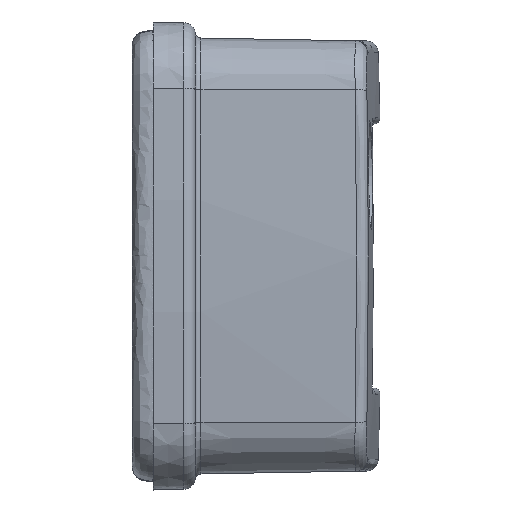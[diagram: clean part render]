
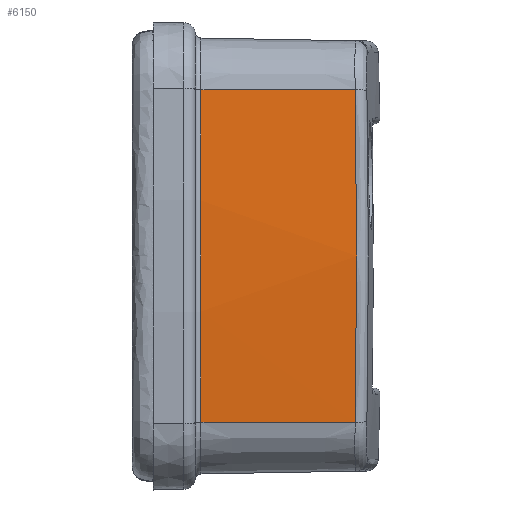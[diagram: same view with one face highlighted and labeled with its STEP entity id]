
A CAD part, front view. The second image highlights one B-rep face of the part: STEP entity #6150.
In plain terms, the highlighted conical face has half-angle 1 degrees and reference radius 178.668 mm.
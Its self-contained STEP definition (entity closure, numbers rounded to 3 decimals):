
#824=CONICAL_SURFACE('',#21455,178.668,1.);
#1384=FACE_OUTER_BOUND('',#8094,.T.);
#2780=B_SPLINE_CURVE_WITH_KNOTS('',3,(#29742,#29743,#29744,#29745),
 .UNSPECIFIED.,.F.,.F.,(4,4),(0.,1.),.UNSPECIFIED.);
#3926=LINE('',#29760,#5013);
#3934=LINE('',#29784,#5021);
#5013=VECTOR('',#23715,1.);
#5021=VECTOR('',#23743,1.);
#6150=ADVANCED_FACE('',(#1384),#824,.T.);
#8094=EDGE_LOOP('',(#9716,#9717,#9718,#9719));
#9716=ORIENTED_EDGE('',*,*,#17683,.F.);
#9717=ORIENTED_EDGE('',*,*,#17681,.T.);
#9718=ORIENTED_EDGE('',*,*,#17695,.T.);
#9719=ORIENTED_EDGE('',*,*,#17697,.T.);
#15813=VERTEX_POINT('',#29585);
#15819=VERTEX_POINT('',#29722);
#15821=VERTEX_POINT('',#29761);
#15827=VERTEX_POINT('',#29785);
#17681=EDGE_CURVE('',#15813,#15819,#2780,.T.);
#17683=EDGE_CURVE('',#15813,#15821,#3926,.T.);
#17695=EDGE_CURVE('',#15819,#15827,#3934,.T.);
#17697=EDGE_CURVE('',#15827,#15821,#20719,.T.);
#20719=CIRCLE('',#21454,178.66);
#21454=AXIS2_PLACEMENT_3D('',#29788,#23748,#23749);
#21455=AXIS2_PLACEMENT_3D('',#29789,#23750,#23751);
#23715=DIRECTION('',(-1.,-0.017,-0.001));
#23743=DIRECTION('',(-1.,-0.017,0.001));
#23748=DIRECTION('',(1.,0.,0.));
#23749=DIRECTION('',(0.,0.,1.));
#23750=DIRECTION('',(-1.,0.,0.));
#23751=DIRECTION('',(0.,1.,0.));
#29585=CARTESIAN_POINT('',(16.835,-57.957,-13.844));
#29722=CARTESIAN_POINT('',(16.835,-57.957,13.844));
#29742=CARTESIAN_POINT('',(16.835,-57.957,-13.844));
#29743=CARTESIAN_POINT('',(17.006,-58.671,-4.633));
#29744=CARTESIAN_POINT('',(17.006,-58.671,4.633));
#29745=CARTESIAN_POINT('',(16.835,-57.957,13.844));
#29760=CARTESIAN_POINT('',(3.5,-58.189,-13.862));
#29761=CARTESIAN_POINT('',(3.991,-58.181,-13.862));
#29784=CARTESIAN_POINT('',(3.5,-58.189,13.862));
#29785=CARTESIAN_POINT('',(3.991,-58.181,13.862));
#29788=CARTESIAN_POINT('',(3.991,119.941,0.));
#29789=CARTESIAN_POINT('',(3.5,119.941,0.));
